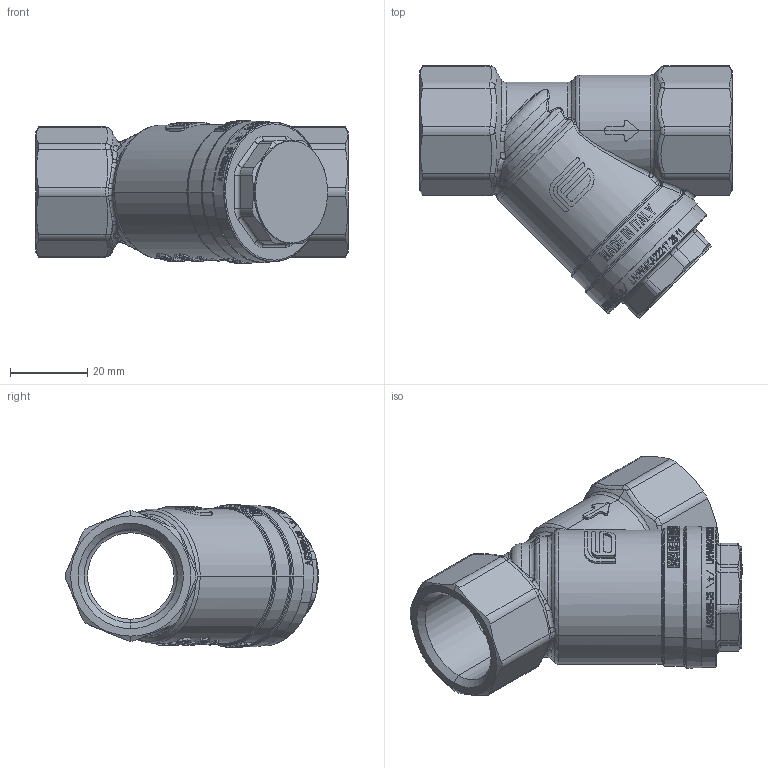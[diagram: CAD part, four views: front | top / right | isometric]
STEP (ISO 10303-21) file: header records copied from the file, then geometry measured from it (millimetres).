
FILE_DESCRIPTION((''),'2;1');
FILE_NAME('065B8236_FVR_DN20_-_2341G205-SU_ASM','2022-05-19T11:17:25',('U240466'),('Danfoss'),'CREO PARAMETRIC BY PTC INC, 2020342','CREO PARAMETRIC BY PTC INC, 2020342','');
FILE_SCHEMA(('CONFIG_CONTROL_DESIGN'));
Length unit declared in the file: millimetre
Products named in the file (1): 065B8236_FVR_DN20_-_2341G205-SU_ASM
Bounding box: 81 x 65.58 x 37 mm (x, y, z)
Surface area: 16972.6 mm2 (no closed solid volume)
Topology: 0 solids, 2 shells, 757 faces, 2288 edges, 1587 vertices
Faces by surface type: plane 314, cylinder 170, bspline 111, extrusion 96, torus 39, cone 27
Entity records: 35549 total; most frequent: CARTESIAN_POINT 16993, ORIENTED_EDGE 4466, DIRECTION 2811, EDGE_CURVE 2284, VERTEX_POINT 1587, B_SPLINE_CURVE_WITH_KNOTS 1204, AXIS2_PLACEMENT_3D 988, EDGE_LOOP 840
